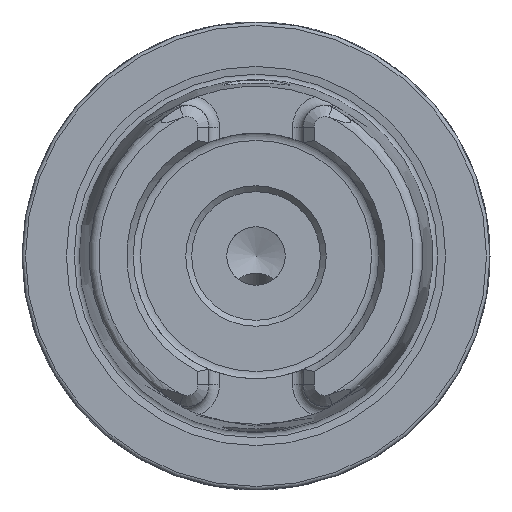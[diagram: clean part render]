
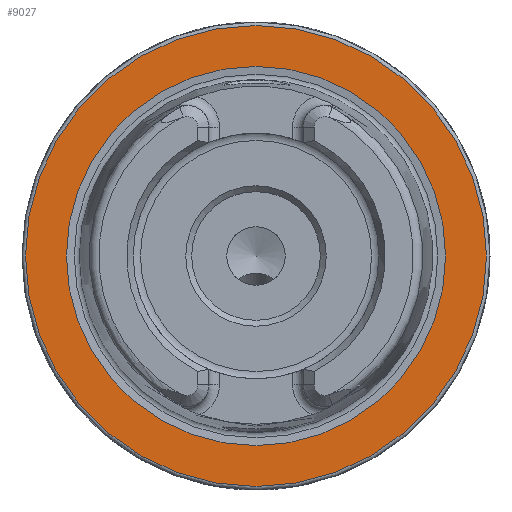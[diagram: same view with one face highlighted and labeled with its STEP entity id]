
A CAD part, left-side view. The second image highlights one B-rep face of the part: STEP entity #9027.
In plain terms, the highlighted planar face has unit normal (-1, 0, 0).
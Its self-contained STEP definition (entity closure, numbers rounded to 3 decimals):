
#274 = ORIENTED_EDGE ( 'NONE', *, *, #4104, .F. ) ;
#1756 = DIRECTION ( 'NONE',  ( -1., 0., 0. ) ) ;
#2354 = AXIS2_PLACEMENT_3D ( 'NONE', #5026, #2451, #3304 ) ;
#2428 = EDGE_LOOP ( 'NONE', ( #7668 ) ) ;
#2451 = DIRECTION ( 'NONE',  ( -1., 0., 0. ) ) ;
#2453 = CIRCLE ( 'NONE', #2354, 16.207 ) ;
#2671 = DIRECTION ( 'NONE',  ( 0., 0., 1. ) ) ;
#2759 = AXIS2_PLACEMENT_3D ( 'NONE', #8125, #6466, #6545 ) ;
#3057 = VERTEX_POINT ( 'NONE', #4967 ) ;
#3098 = FACE_OUTER_BOUND ( 'NONE', #2428, .T. ) ;
#3304 = DIRECTION ( 'NONE',  ( 0., 0., 1. ) ) ;
#3510 = FACE_BOUND ( 'NONE', #9921, .T. ) ;
#4104 = EDGE_CURVE ( 'NONE', #3057, #3057, #2453, .T. ) ;
#4967 = CARTESIAN_POINT ( 'NONE',  ( 0., 0., 16.207 ) ) ;
#5026 = CARTESIAN_POINT ( 'NONE',  ( 0., 0., 0. ) ) ;
#5192 = CARTESIAN_POINT ( 'NONE',  ( 0., 0., 19.7 ) ) ;
#6466 = DIRECTION ( 'NONE',  ( 1., 0., 0. ) ) ;
#6545 = DIRECTION ( 'NONE',  ( 0., 0., -1. ) ) ;
#7452 = AXIS2_PLACEMENT_3D ( 'NONE', #7867, #1756, #2671 ) ;
#7668 = ORIENTED_EDGE ( 'NONE', *, *, #9967, .T. ) ;
#7867 = CARTESIAN_POINT ( 'NONE',  ( 0., 0., 0. ) ) ;
#8125 = CARTESIAN_POINT ( 'NONE',  ( 0., 19.7, 0. ) ) ;
#8730 = CIRCLE ( 'NONE', #7452, 19.7 ) ;
#8932 = PLANE ( 'NONE',  #2759 ) ;
#9027 = ADVANCED_FACE ( 'NONE', ( #3510, #3098 ), #8932, .F. ) ;
#9921 = EDGE_LOOP ( 'NONE', ( #274 ) ) ;
#9967 = EDGE_CURVE ( 'NONE', #10457, #10457, #8730, .T. ) ;
#10457 = VERTEX_POINT ( 'NONE', #5192 ) ;
